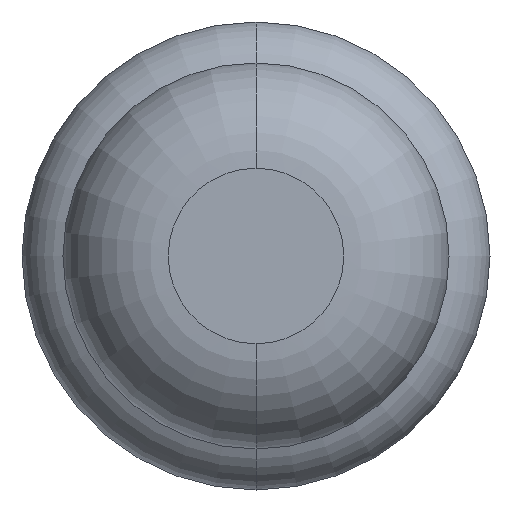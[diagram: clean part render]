
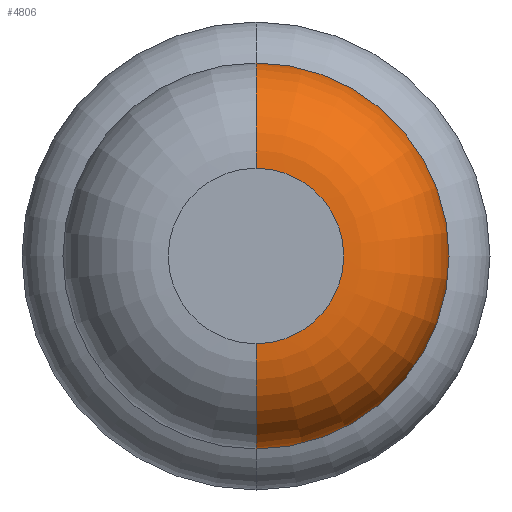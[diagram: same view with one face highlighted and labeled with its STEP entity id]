
A CAD part, front view. The second image highlights one B-rep face of the part: STEP entity #4806.
In plain terms, the highlighted toroidal (fillet/blend) face has major radius 0.375 mm and minor radius 0.45 mm.
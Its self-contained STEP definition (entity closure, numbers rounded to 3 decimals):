
#59 = DIRECTION ( 'NONE',  ( 0., 0., 1. ) ) ;
#69 = AXIS2_PLACEMENT_3D ( 'NONE', #3656, #1198, #427 ) ;
#109 = DIRECTION ( 'NONE',  ( 0., 1., 0. ) ) ;
#427 = DIRECTION ( 'NONE',  ( 0., 0., -1. ) ) ;
#594 = DIRECTION ( 'NONE',  ( 0., 1., 0. ) ) ;
#825 = DIRECTION ( 'NONE',  ( 0., 0., 1. ) ) ;
#827 = DIRECTION ( 'NONE',  ( 0., 0., 1. ) ) ;
#1003 = CIRCLE ( 'NONE', #2345, 0.825 ) ;
#1025 = ORIENTED_EDGE ( 'NONE', *, *, #4202, .T. ) ;
#1150 = CARTESIAN_POINT ( 'NONE',  ( 0., -25.55, 0.375 ) ) ;
#1198 = DIRECTION ( 'NONE',  ( 1., 0., 0. ) ) ;
#1258 = VERTEX_POINT ( 'NONE', #4362 ) ;
#1564 = ORIENTED_EDGE ( 'NONE', *, *, #4811, .T. ) ;
#1751 = TOROIDAL_SURFACE ( 'NONE', #4952, 0.375, 0.45 ) ;
#1934 = VERTEX_POINT ( 'NONE', #3759 ) ;
#2029 = DIRECTION ( 'NONE',  ( -1., 0., 0. ) ) ;
#2092 = EDGE_LOOP ( 'NONE', ( #1025, #1564, #3445, #2647 ) ) ;
#2109 = CARTESIAN_POINT ( 'NONE',  ( 0., -25.55, 0. ) ) ;
#2345 = AXIS2_PLACEMENT_3D ( 'NONE', #2109, #109, #827 ) ;
#2376 = VERTEX_POINT ( 'NONE', #2589 ) ;
#2433 = DIRECTION ( 'NONE',  ( 0., 1., 0. ) ) ;
#2454 = AXIS2_PLACEMENT_3D ( 'NONE', #4138, #594, #3825 ) ;
#2589 = CARTESIAN_POINT ( 'NONE',  ( 0., -25.55, 0.825 ) ) ;
#2647 = ORIENTED_EDGE ( 'NONE', *, *, #4015, .F. ) ;
#2732 = CIRCLE ( 'NONE', #2744, 0.45 ) ;
#2744 = AXIS2_PLACEMENT_3D ( 'NONE', #1150, #2029, #59 ) ;
#2785 = FACE_OUTER_BOUND ( 'NONE', #2092, .T. ) ;
#3049 = EDGE_CURVE ( 'Defeature ausgef�hrt1_8+Defeature ausgef�hrt1_7+Defeature ausgef�hrt1_7+Defeature ausgef�hrt1_7', #2376, #4784, #1003, .T. ) ;
#3445 = ORIENTED_EDGE ( 'NONE', *, *, #3049, .F. ) ;
#3600 = CIRCLE ( 'NONE', #2454, 0.375 ) ;
#3656 = CARTESIAN_POINT ( 'NONE',  ( 0., -25.55, -0.375 ) ) ;
#3741 = CIRCLE ( 'NONE', #69, 0.45 ) ;
#3759 = CARTESIAN_POINT ( 'NONE',  ( 0., -26., -0.375 ) ) ;
#3825 = DIRECTION ( 'NONE',  ( 0., 0., 1. ) ) ;
#4015 = EDGE_CURVE ( 'NONE', #1258, #2376, #2732, .T. ) ;
#4021 = CARTESIAN_POINT ( 'NONE',  ( 0., -25.55, 0. ) ) ;
#4138 = CARTESIAN_POINT ( 'NONE',  ( 0., -26., 0. ) ) ;
#4202 = EDGE_CURVE ( 'Defeature ausgef�hrt1_7+Defeature ausgef�hrt1_6+Defeature ausgef�hrt1_6+Defeature ausgef�hrt1_6', #1258, #1934, #3600, .T. ) ;
#4362 = CARTESIAN_POINT ( 'NONE',  ( 0., -26., 0.375 ) ) ;
#4784 = VERTEX_POINT ( 'NONE', #4812 ) ;
#4806 = ADVANCED_FACE ( 'Defeature ausgef�hrt1_7', ( #2785 ), #1751, .T. ) ;
#4811 = EDGE_CURVE ( 'NONE', #1934, #4784, #3741, .T. ) ;
#4812 = CARTESIAN_POINT ( 'NONE',  ( 0., -25.55, -0.825 ) ) ;
#4952 = AXIS2_PLACEMENT_3D ( 'NONE', #4021, #2433, #825 ) ;
